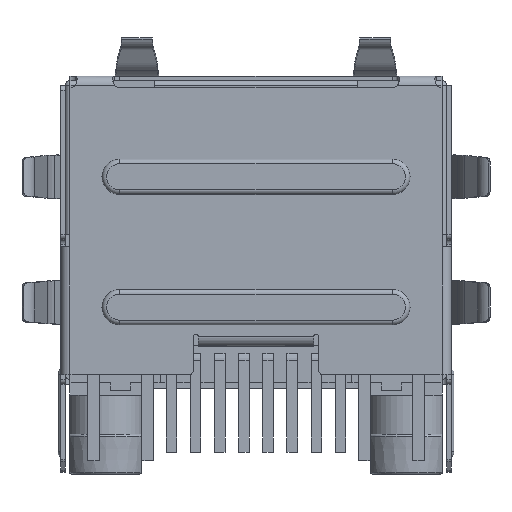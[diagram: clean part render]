
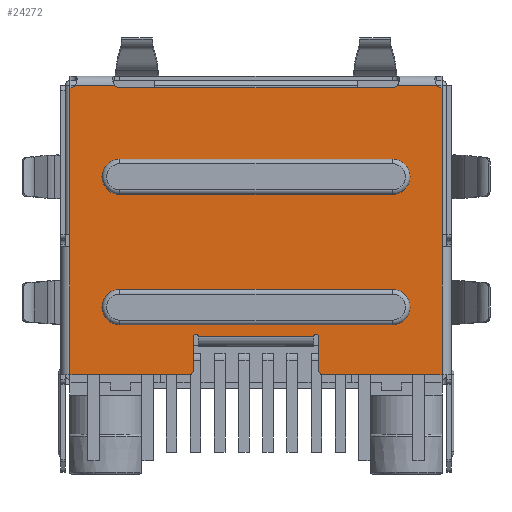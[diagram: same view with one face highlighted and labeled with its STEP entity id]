
A CAD part, front view. The second image highlights one B-rep face of the part: STEP entity #24272.
In plain terms, the highlighted face is planar.
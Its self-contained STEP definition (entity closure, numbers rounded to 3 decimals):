
#1143=CIRCLE('',#25771,0.75);
#1145=CIRCLE('',#25775,0.75);
#1154=CIRCLE('',#25792,0.75);
#1156=CIRCLE('',#25796,0.75);
#1280=CIRCLE('',#26215,0.3);
#1282=CIRCLE('',#26218,0.3);
#1284=CIRCLE('',#26221,0.3);
#1286=CIRCLE('',#26224,0.3);
#1295=CIRCLE('',#26237,0.2);
#1296=CIRCLE('',#26238,0.1);
#1297=CIRCLE('',#26239,0.1);
#1298=CIRCLE('',#26240,0.2);
#7593=ORIENTED_EDGE('',*,*,#10639,.F.);
#7594=ORIENTED_EDGE('',*,*,#10631,.T.);
#7595=ORIENTED_EDGE('',*,*,#10634,.F.);
#7596=ORIENTED_EDGE('',*,*,#10637,.T.);
#7597=ORIENTED_EDGE('',*,*,#10603,.F.);
#7598=ORIENTED_EDGE('',*,*,#10610,.F.);
#7599=ORIENTED_EDGE('',*,*,#10609,.F.);
#7600=ORIENTED_EDGE('',*,*,#10604,.F.);
#7601=ORIENTED_EDGE('',*,*,#11182,.T.);
#7602=ORIENTED_EDGE('',*,*,#11195,.T.);
#7603=ORIENTED_EDGE('',*,*,#10558,.F.);
#7604=ORIENTED_EDGE('',*,*,#11196,.F.);
#7605=ORIENTED_EDGE('',*,*,#10548,.T.);
#7606=ORIENTED_EDGE('',*,*,#11197,.F.);
#7607=ORIENTED_EDGE('',*,*,#10560,.F.);
#7608=ORIENTED_EDGE('',*,*,#11198,.T.);
#7609=ORIENTED_EDGE('',*,*,#10508,.T.);
#7610=ORIENTED_EDGE('',*,*,#11107,.T.);
#7611=ORIENTED_EDGE('',*,*,#11159,.T.);
#7612=ORIENTED_EDGE('',*,*,#11169,.F.);
#7613=ORIENTED_EDGE('',*,*,#11167,.T.);
#7614=ORIENTED_EDGE('',*,*,#11175,.F.);
#7615=ORIENTED_EDGE('',*,*,#11179,.T.);
#7616=ORIENTED_EDGE('',*,*,#11171,.F.);
#7617=ORIENTED_EDGE('',*,*,#11153,.T.);
#7618=ORIENTED_EDGE('',*,*,#11177,.F.);
#7619=ORIENTED_EDGE('',*,*,#9996,.T.);
#7620=ORIENTED_EDGE('',*,*,#11118,.T.);
#9996=EDGE_CURVE('',#12595,#12594,#15037,.T.);
#10508=EDGE_CURVE('',#13015,#13016,#15367,.T.);
#10548=EDGE_CURVE('',#13054,#13053,#15398,.T.);
#10558=EDGE_CURVE('',#13057,#13058,#15407,.T.);
#10560=EDGE_CURVE('',#13059,#13060,#15409,.T.);
#10603=EDGE_CURVE('',#13086,#13084,#15442,.T.);
#10604=EDGE_CURVE('',#13084,#13087,#1143,.T.);
#10609=EDGE_CURVE('',#13087,#13090,#15446,.T.);
#10610=EDGE_CURVE('',#13090,#13086,#1145,.T.);
#10631=EDGE_CURVE('',#13104,#13106,#15460,.T.);
#10634=EDGE_CURVE('',#13108,#13106,#1154,.T.);
#10637=EDGE_CURVE('',#13108,#13110,#15464,.T.);
#10639=EDGE_CURVE('',#13104,#13110,#1156,.T.);
#11107=EDGE_CURVE('',#13016,#13349,#15778,.T.);
#11118=EDGE_CURVE('',#12594,#13351,#15785,.T.);
#11153=EDGE_CURVE('',#13363,#13362,#15803,.T.);
#11159=EDGE_CURVE('',#13349,#13366,#15807,.T.);
#11167=EDGE_CURVE('',#12583,#13369,#15812,.T.);
#11169=EDGE_CURVE('',#12583,#13366,#1280,.T.);
#11171=EDGE_CURVE('',#13363,#13371,#1282,.T.);
#11175=EDGE_CURVE('',#13373,#13369,#1284,.T.);
#11177=EDGE_CURVE('',#12595,#13362,#1286,.T.);
#11179=EDGE_CURVE('',#13373,#13371,#15816,.T.);
#11182=EDGE_CURVE('',#13351,#13375,#15819,.T.);
#11195=EDGE_CURVE('',#13375,#13058,#1295,.T.);
#11196=EDGE_CURVE('',#13054,#13057,#1296,.T.);
#11197=EDGE_CURVE('',#13060,#13053,#1297,.T.);
#11198=EDGE_CURVE('',#13059,#13015,#1298,.T.);
#12583=VERTEX_POINT('',#37057);
#12594=VERTEX_POINT('',#37092);
#12595=VERTEX_POINT('',#37094);
#13015=VERTEX_POINT('',#38145);
#13016=VERTEX_POINT('',#38146);
#13053=VERTEX_POINT('',#38228);
#13054=VERTEX_POINT('',#38230);
#13057=VERTEX_POINT('',#38246);
#13058=VERTEX_POINT('',#38248);
#13059=VERTEX_POINT('',#38252);
#13060=VERTEX_POINT('',#38253);
#13084=VERTEX_POINT('',#38335);
#13086=VERTEX_POINT('',#38339);
#13087=VERTEX_POINT('',#38343);
#13090=VERTEX_POINT('',#38350);
#13104=VERTEX_POINT('',#38393);
#13106=VERTEX_POINT('',#38397);
#13108=VERTEX_POINT('',#38403);
#13110=VERTEX_POINT('',#38409);
#13349=VERTEX_POINT('',#39412);
#13351=VERTEX_POINT('',#39431);
#13362=VERTEX_POINT('',#39498);
#13363=VERTEX_POINT('',#39500);
#13366=VERTEX_POINT('',#39536);
#13369=VERTEX_POINT('',#39594);
#13371=VERTEX_POINT('',#39609);
#13373=VERTEX_POINT('',#39615);
#13375=VERTEX_POINT('',#39627);
#15037=LINE('',#37093,#17480);
#15367=LINE('',#38144,#17810);
#15398=LINE('',#38229,#17841);
#15407=LINE('',#38247,#17850);
#15409=LINE('',#38251,#17852);
#15442=LINE('',#38340,#17885);
#15446=LINE('',#38352,#17889);
#15460=LINE('',#38398,#17903);
#15464=LINE('',#38410,#17907);
#15778=LINE('',#39413,#18221);
#15785=LINE('',#39432,#18228);
#15803=LINE('',#39499,#18246);
#15807=LINE('',#39537,#18250);
#15812=LINE('',#39601,#18255);
#15816=LINE('',#39622,#18259);
#15819=LINE('',#39628,#18262);
#17480=VECTOR('',#30199,1000.);
#17810=VECTOR('',#31019,1000.);
#17841=VECTOR('',#31080,1000.);
#17850=VECTOR('',#31099,1000.);
#17852=VECTOR('',#31103,1000.);
#17885=VECTOR('',#31192,1000.);
#17889=VECTOR('',#31204,1000.);
#17903=VECTOR('',#31250,1000.);
#17907=VECTOR('',#31262,1000.);
#18221=VECTOR('',#32320,1000.);
#18228=VECTOR('',#32347,1000.);
#18246=VECTOR('',#32431,1000.);
#18250=VECTOR('',#32437,1000.);
#18255=VECTOR('',#32448,1000.);
#18259=VECTOR('',#32478,1000.);
#18262=VECTOR('',#32483,1000.);
#19440=EDGE_LOOP('',(#7593,#7594,#7595,#7596));
#19441=EDGE_LOOP('',(#7597,#7598,#7599,#7600));
#19442=EDGE_LOOP('',(#7601,#7602,#7603,#7604,#7605,#7606,#7607,#7608,#7609,
#7610,#7611,#7612,#7613,#7614,#7615,#7616,#7617,#7618,#7619,#7620));
#20693=FACE_BOUND('',#19440,.T.);
#20694=FACE_BOUND('',#19441,.T.);
#20695=FACE_BOUND('',#19442,.T.);
#21524=PLANE('',#26236);
#24272=ADVANCED_FACE('',(#20693,#20694,#20695),#21524,.T.);
#25771=AXIS2_PLACEMENT_3D('',#38342,#31195,#31196);
#25775=AXIS2_PLACEMENT_3D('',#38354,#31207,#31208);
#25792=AXIS2_PLACEMENT_3D('',#38404,#31256,#31257);
#25796=AXIS2_PLACEMENT_3D('',#38413,#31267,#31268);
#26215=AXIS2_PLACEMENT_3D('',#39604,#32453,#32454);
#26218=AXIS2_PLACEMENT_3D('',#39608,#32459,#32460);
#26221=AXIS2_PLACEMENT_3D('',#39616,#32467,#32468);
#26224=AXIS2_PLACEMENT_3D('',#39619,#32473,#32474);
#26236=AXIS2_PLACEMENT_3D('',#39650,#32506,#32507);
#26237=AXIS2_PLACEMENT_3D('',#39651,#32508,#32509);
#26238=AXIS2_PLACEMENT_3D('',#39652,#32510,#32511);
#26239=AXIS2_PLACEMENT_3D('',#39653,#32512,#32513);
#26240=AXIS2_PLACEMENT_3D('',#39654,#32514,#32515);
#30199=DIRECTION('',(0.,0.,1.));
#31019=DIRECTION('',(0.,1.,0.));
#31080=DIRECTION('',(0.,1.,0.));
#31099=DIRECTION('',(0.,0.,1.));
#31103=DIRECTION('',(0.,0.,-1.));
#31192=DIRECTION('',(0.,-1.,0.));
#31195=DIRECTION('',(-1.,0.,0.));
#31196=DIRECTION('',(0.,0.,1.));
#31204=DIRECTION('',(0.,1.,0.));
#31207=DIRECTION('',(-1.,0.,0.));
#31208=DIRECTION('',(0.,0.,1.));
#31250=DIRECTION('',(0.,1.,0.));
#31256=DIRECTION('',(-1.,0.,0.));
#31257=DIRECTION('',(0.,0.,1.));
#31262=DIRECTION('',(0.,-1.,0.));
#31267=DIRECTION('',(-1.,0.,0.));
#31268=DIRECTION('',(0.,0.,1.));
#32320=DIRECTION('',(0.,0.,-1.));
#32347=DIRECTION('',(0.,0.,1.));
#32431=DIRECTION('',(0.,-1.,0.));
#32437=DIRECTION('',(0.,0.,-1.));
#32448=DIRECTION('',(0.,-1.,0.));
#32453=DIRECTION('',(-1.,0.,0.));
#32454=DIRECTION('',(0.,0.,1.));
#32459=DIRECTION('',(-1.,0.,0.));
#32460=DIRECTION('',(0.,0.,1.));
#32467=DIRECTION('',(-1.,0.,0.));
#32468=DIRECTION('',(0.,0.,1.));
#32473=DIRECTION('',(-1.,0.,0.));
#32474=DIRECTION('',(0.,0.,1.));
#32478=DIRECTION('',(0.,-1.,0.));
#32483=DIRECTION('',(0.,1.,0.));
#32506=DIRECTION('',(-1.,0.,0.));
#32507=DIRECTION('',(0.,0.,1.));
#32508=DIRECTION('',(-1.,0.,0.));
#32509=DIRECTION('',(0.,0.,1.));
#32510=DIRECTION('',(-1.,0.,0.));
#32511=DIRECTION('',(0.,0.,1.));
#32512=DIRECTION('',(-1.,0.,0.));
#32513=DIRECTION('',(0.,0.,1.));
#32514=DIRECTION('',(-1.,0.,0.));
#32515=DIRECTION('',(0.,0.,1.));
#37057=CARTESIAN_POINT('',(-7.775,7.635,-6.2));
#37092=CARTESIAN_POINT('',(-7.775,-7.85,0.6));
#37093=CARTESIAN_POINT('',(-7.775,-7.85,-6.409));
#37094=CARTESIAN_POINT('',(-7.775,-7.85,-6.109));
#38144=CARTESIAN_POINT('',(-7.775,-7.85,6.));
#38145=CARTESIAN_POINT('',(-7.775,2.84,6.));
#38146=CARTESIAN_POINT('',(-7.775,7.85,6.));
#38228=CARTESIAN_POINT('',(-7.775,2.44,4.4));
#38229=CARTESIAN_POINT('',(-7.775,-2.44,4.4));
#38230=CARTESIAN_POINT('',(-7.775,-2.44,4.4));
#38246=CARTESIAN_POINT('',(-7.775,-2.64,4.4));
#38247=CARTESIAN_POINT('',(-7.775,-2.64,4.4));
#38248=CARTESIAN_POINT('',(-7.775,-2.64,5.8));
#38251=CARTESIAN_POINT('',(-7.775,2.64,6.));
#38252=CARTESIAN_POINT('',(-7.775,2.64,5.8));
#38253=CARTESIAN_POINT('',(-7.775,2.64,4.4));
#38335=CARTESIAN_POINT('',(-7.775,-5.75,-3.1));
#38339=CARTESIAN_POINT('',(-7.775,5.75,-3.1));
#38340=CARTESIAN_POINT('',(-7.775,7.85,-3.1));
#38342=CARTESIAN_POINT('',(-7.775,-5.75,-2.35));
#38343=CARTESIAN_POINT('',(-7.775,-5.75,-1.6));
#38350=CARTESIAN_POINT('',(-7.775,5.75,-1.6));
#38352=CARTESIAN_POINT('',(-7.775,7.85,-1.6));
#38354=CARTESIAN_POINT('',(-7.775,5.75,-2.35));
#38393=CARTESIAN_POINT('',(-7.775,-5.75,2.4));
#38397=CARTESIAN_POINT('',(-7.775,5.75,2.4));
#38398=CARTESIAN_POINT('',(-7.775,7.85,2.4));
#38403=CARTESIAN_POINT('',(-7.775,5.75,3.9));
#38404=CARTESIAN_POINT('',(-7.775,5.75,3.15));
#38409=CARTESIAN_POINT('',(-7.775,-5.75,3.9));
#38410=CARTESIAN_POINT('',(-7.775,7.85,3.9));
#38413=CARTESIAN_POINT('',(-7.775,-5.75,3.15));
#39412=CARTESIAN_POINT('',(-7.775,7.85,0.6));
#39413=CARTESIAN_POINT('',(-7.775,7.85,-6.409));
#39431=CARTESIAN_POINT('',(-7.775,-7.85,6.));
#39432=CARTESIAN_POINT('',(-7.775,-7.85,0.6));
#39498=CARTESIAN_POINT('',(-7.775,-7.635,-6.2));
#39499=CARTESIAN_POINT('',(-7.775,7.85,-6.2));
#39500=CARTESIAN_POINT('',(-7.775,-5.965,-6.2));
#39536=CARTESIAN_POINT('',(-7.775,7.85,-6.109));
#39537=CARTESIAN_POINT('',(-7.775,7.85,-6.409));
#39594=CARTESIAN_POINT('',(-7.775,5.965,-6.2));
#39601=CARTESIAN_POINT('',(-7.775,7.85,-6.2));
#39604=CARTESIAN_POINT('',(-7.775,7.85,-6.409));
#39608=CARTESIAN_POINT('',(-7.775,-5.75,-6.409));
#39609=CARTESIAN_POINT('',(-7.775,-5.75,-6.109));
#39615=CARTESIAN_POINT('',(-7.775,5.75,-6.109));
#39616=CARTESIAN_POINT('',(-7.775,5.75,-6.409));
#39619=CARTESIAN_POINT('',(-7.775,-7.85,-6.409));
#39622=CARTESIAN_POINT('',(-7.775,7.85,-6.109));
#39627=CARTESIAN_POINT('',(-7.775,-2.84,6.));
#39628=CARTESIAN_POINT('',(-7.775,-7.85,6.));
#39650=CARTESIAN_POINT('',(-7.775,7.85,-6.409));
#39651=CARTESIAN_POINT('',(-7.775,-2.84,5.8));
#39652=CARTESIAN_POINT('',(-7.775,-2.54,4.4));
#39653=CARTESIAN_POINT('',(-7.775,2.54,4.4));
#39654=CARTESIAN_POINT('',(-7.775,2.84,5.8));
